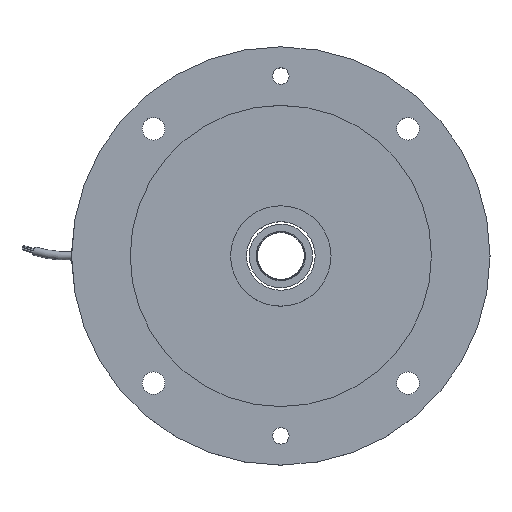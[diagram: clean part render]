
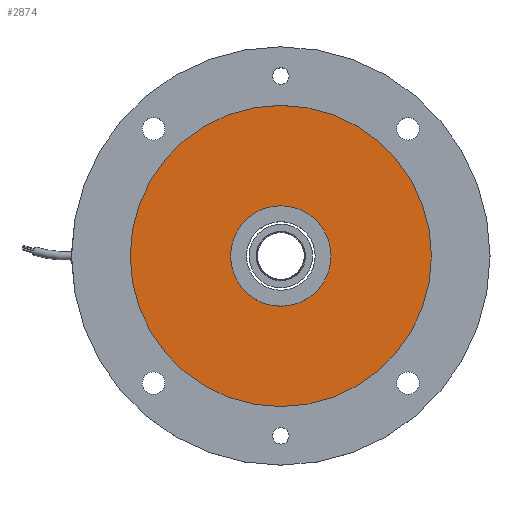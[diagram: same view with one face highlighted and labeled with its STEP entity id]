
A CAD part, top view. The second image highlights one B-rep face of the part: STEP entity #2874.
In plain terms, the highlighted planar face has unit normal (0, 0, 1).
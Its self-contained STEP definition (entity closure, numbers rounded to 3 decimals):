
#265 = CIRCLE ( 'NONE', #4822, 90. ) ;
#310 = DIRECTION ( 'NONE',  ( 1., 0., 0. ) ) ;
#699 = VERTEX_POINT ( 'NONE', #4150 ) ;
#741 = CIRCLE ( 'NONE', #6486, 90. ) ;
#963 = CARTESIAN_POINT ( 'NONE',  ( -29.997, 10.674, 0. ) ) ;
#1360 = CARTESIAN_POINT ( 'NONE',  ( 90.003, 10.674, 0. ) ) ;
#1675 = CARTESIAN_POINT ( 'NONE',  ( 0.003, 10.674, 0. ) ) ;
#1805 = EDGE_LOOP ( 'NONE', ( #8822, #11838 ) ) ;
#2008 = VERTEX_POINT ( 'NONE', #963 ) ;
#2161 = DIRECTION ( 'NONE',  ( 0., 0., -1. ) ) ;
#2182 = AXIS2_PLACEMENT_3D ( 'NONE', #4856, #3850, #2981 ) ;
#2874 = ADVANCED_FACE ( 'NONE', ( #10443, #9518 ), #12104, .T. ) ;
#2981 = DIRECTION ( 'NONE',  ( 1., 0., 0. ) ) ;
#3370 = EDGE_CURVE ( 'NONE', #699, #2008, #3916, .T. ) ;
#3505 = CARTESIAN_POINT ( 'NONE',  ( 0.003, 10.674, 0. ) ) ;
#3638 = EDGE_CURVE ( 'NONE', #9087, #8517, #741, .T. ) ;
#3674 = DIRECTION ( 'NONE',  ( 0., 0., 1. ) ) ;
#3850 = DIRECTION ( 'NONE',  ( 0., 0., -1. ) ) ;
#3916 = CIRCLE ( 'NONE', #11441, 30. ) ;
#4150 = CARTESIAN_POINT ( 'NONE',  ( 30.003, 10.674, 0. ) ) ;
#4439 = ORIENTED_EDGE ( 'NONE', *, *, #3370, .T. ) ;
#4646 = EDGE_LOOP ( 'NONE', ( #4439, #5432 ) ) ;
#4822 = AXIS2_PLACEMENT_3D ( 'NONE', #3505, #6320, #5328 ) ;
#4856 = CARTESIAN_POINT ( 'NONE',  ( 0.003, 10.674, 0. ) ) ;
#5040 = CARTESIAN_POINT ( 'NONE',  ( 0.003, 10.674, 0. ) ) ;
#5328 = DIRECTION ( 'NONE',  ( 1., 0., 0. ) ) ;
#5432 = ORIENTED_EDGE ( 'NONE', *, *, #11570, .T. ) ;
#5734 = CARTESIAN_POINT ( 'NONE',  ( -89.997, 10.674, 0. ) ) ;
#6320 = DIRECTION ( 'NONE',  ( 0., 0., 1. ) ) ;
#6338 = EDGE_CURVE ( 'NONE', #8517, #9087, #265, .T. ) ;
#6486 = AXIS2_PLACEMENT_3D ( 'NONE', #1675, #11029, #9316 ) ;
#7486 = DIRECTION ( 'NONE',  ( 1., 0., 0. ) ) ;
#8517 = VERTEX_POINT ( 'NONE', #9342 ) ;
#8822 = ORIENTED_EDGE ( 'NONE', *, *, #3638, .T. ) ;
#9087 = VERTEX_POINT ( 'NONE', #1360 ) ;
#9316 = DIRECTION ( 'NONE',  ( 1., 0., 0. ) ) ;
#9342 = CARTESIAN_POINT ( 'NONE',  ( -89.997, 10.674, 0. ) ) ;
#9467 = AXIS2_PLACEMENT_3D ( 'NONE', #5734, #3674, #7486 ) ;
#9518 = FACE_OUTER_BOUND ( 'NONE', #1805, .T. ) ;
#10443 = FACE_BOUND ( 'NONE', #4646, .T. ) ;
#10906 = CIRCLE ( 'NONE', #2182, 30. ) ;
#11029 = DIRECTION ( 'NONE',  ( 0., 0., 1. ) ) ;
#11441 = AXIS2_PLACEMENT_3D ( 'NONE', #5040, #2161, #310 ) ;
#11570 = EDGE_CURVE ( 'NONE', #2008, #699, #10906, .T. ) ;
#11838 = ORIENTED_EDGE ( 'NONE', *, *, #6338, .T. ) ;
#12104 = PLANE ( 'NONE',  #9467 ) ;
